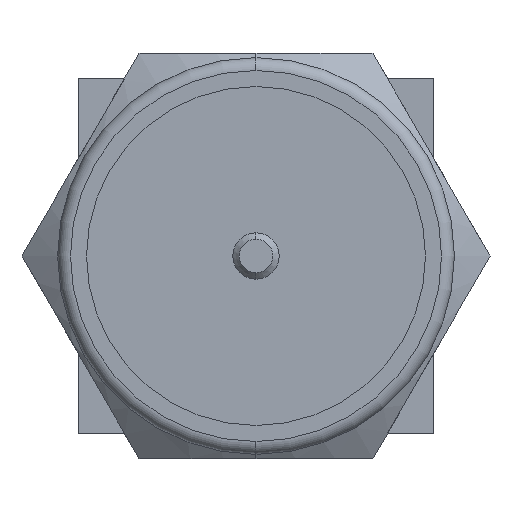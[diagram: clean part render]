
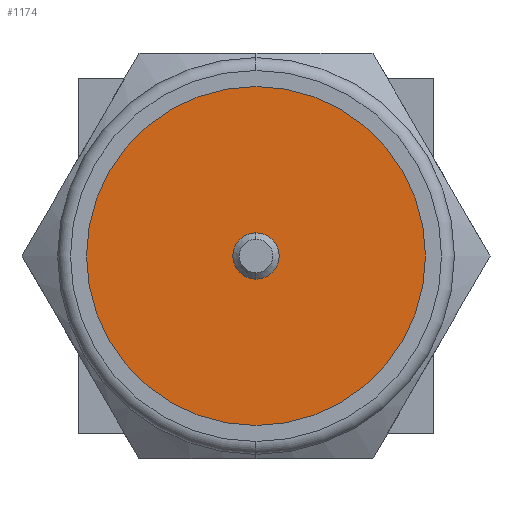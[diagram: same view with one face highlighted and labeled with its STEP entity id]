
A CAD part, left-side view. The second image highlights one B-rep face of the part: STEP entity #1174.
In plain terms, the highlighted planar face has unit normal (-1, 0, 0).
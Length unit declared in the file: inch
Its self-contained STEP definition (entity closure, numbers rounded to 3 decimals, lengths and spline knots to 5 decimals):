
#61 = ORIENTED_EDGE ( 'NONE', *, *, #281, .F. ) ;
#105 = CARTESIAN_POINT ( 'NONE',  ( -0.32, 0., 0.018 ) ) ;
#145 = CARTESIAN_POINT ( 'NONE',  ( -0.32, 0., 0.13171 ) ) ;
#182 = EDGE_LOOP ( 'NONE', ( #61, #1684 ) ) ;
#228 = EDGE_CURVE ( 'NONE', #1082, #1305, #551, .T. ) ;
#281 = EDGE_CURVE ( 'NONE', #1305, #1082, #1395, .T. ) ;
#358 = VERTEX_POINT ( 'NONE', #1111 ) ;
#417 = DIRECTION ( 'NONE',  ( -1., 0., 0. ) ) ;
#466 = FACE_OUTER_BOUND ( 'NONE', #1044, .T. ) ;
#472 = CIRCLE ( 'NONE', #737, 0.13171 ) ;
#551 = CIRCLE ( 'NONE', #1007, 0.018 ) ;
#593 = CARTESIAN_POINT ( 'NONE',  ( -0.32, 0., 0. ) ) ;
#737 = AXIS2_PLACEMENT_3D ( 'NONE', #1102, #1735, #927 ) ;
#763 = DIRECTION ( 'NONE',  ( 0., 0., 1. ) ) ;
#767 = CARTESIAN_POINT ( 'NONE',  ( -0.32, 0., -0.018 ) ) ;
#871 = VERTEX_POINT ( 'NONE', #145 ) ;
#927 = DIRECTION ( 'NONE',  ( 0., 0., 1. ) ) ;
#975 = AXIS2_PLACEMENT_3D ( 'NONE', #1273, #1408, #1905 ) ;
#1003 = ORIENTED_EDGE ( 'NONE', *, *, #1719, .T. ) ;
#1007 = AXIS2_PLACEMENT_3D ( 'NONE', #1241, #1220, #763 ) ;
#1038 = DIRECTION ( 'NONE',  ( 0., 0., 1. ) ) ;
#1044 = EDGE_LOOP ( 'NONE', ( #1003, #1162 ) ) ;
#1075 = AXIS2_PLACEMENT_3D ( 'NONE', #593, #1890, #2024 ) ;
#1082 = VERTEX_POINT ( 'NONE', #105 ) ;
#1102 = CARTESIAN_POINT ( 'NONE',  ( -0.32, 0., 0. ) ) ;
#1111 = CARTESIAN_POINT ( 'NONE',  ( -0.32, 0., -0.13171 ) ) ;
#1162 = ORIENTED_EDGE ( 'NONE', *, *, #2032, .T. ) ;
#1174 = ADVANCED_FACE ( 'NONE', ( #1876, #466 ), #1883, .T. ) ;
#1220 = DIRECTION ( 'NONE',  ( -1., 0., 0. ) ) ;
#1241 = CARTESIAN_POINT ( 'NONE',  ( -0.32, 0., 0. ) ) ;
#1273 = CARTESIAN_POINT ( 'NONE',  ( -0.32, 0., 0. ) ) ;
#1305 = VERTEX_POINT ( 'NONE', #767 ) ;
#1319 = CIRCLE ( 'NONE', #1573, 0.13171 ) ;
#1395 = CIRCLE ( 'NONE', #1075, 0.018 ) ;
#1408 = DIRECTION ( 'NONE',  ( -1., 0., 0. ) ) ;
#1573 = AXIS2_PLACEMENT_3D ( 'NONE', #1828, #417, #1038 ) ;
#1684 = ORIENTED_EDGE ( 'NONE', *, *, #228, .F. ) ;
#1719 = EDGE_CURVE ( 'NONE', #871, #358, #472, .T. ) ;
#1735 = DIRECTION ( 'NONE',  ( -1., 0., 0. ) ) ;
#1828 = CARTESIAN_POINT ( 'NONE',  ( -0.32, 0., 0. ) ) ;
#1876 = FACE_BOUND ( 'NONE', #182, .T. ) ;
#1883 = PLANE ( 'NONE',  #975 ) ;
#1890 = DIRECTION ( 'NONE',  ( -1., 0., 0. ) ) ;
#1905 = DIRECTION ( 'NONE',  ( 0., 0., 1. ) ) ;
#2024 = DIRECTION ( 'NONE',  ( 0., 0., 1. ) ) ;
#2032 = EDGE_CURVE ( 'NONE', #358, #871, #1319, .T. ) ;
